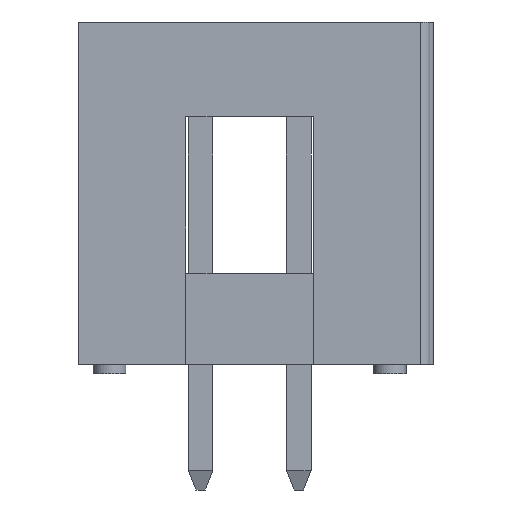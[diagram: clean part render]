
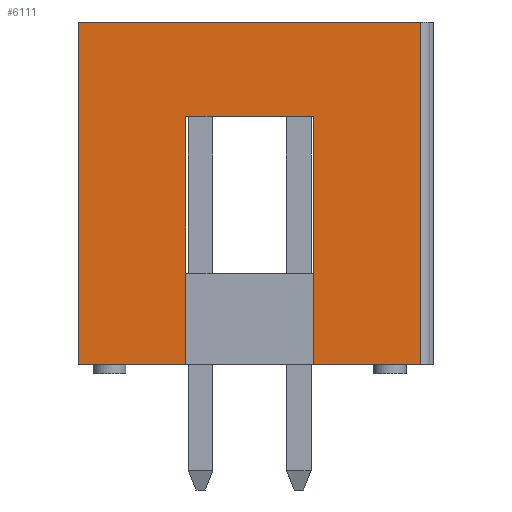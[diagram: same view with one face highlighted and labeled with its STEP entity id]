
A CAD part, front view. The second image highlights one B-rep face of the part: STEP entity #6111.
In plain terms, the highlighted face is planar.
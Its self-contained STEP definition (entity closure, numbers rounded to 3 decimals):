
#411=ORIENTED_EDGE('',*,*,#1429,.T.);
#412=ORIENTED_EDGE('',*,*,#1430,.F.);
#413=ORIENTED_EDGE('',*,*,#1431,.T.);
#414=ORIENTED_EDGE('',*,*,#1432,.T.);
#415=ORIENTED_EDGE('',*,*,#1433,.T.);
#416=ORIENTED_EDGE('',*,*,#1434,.F.);
#417=ORIENTED_EDGE('',*,*,#1435,.F.);
#418=ORIENTED_EDGE('',*,*,#1436,.T.);
#1429=EDGE_CURVE('',#1938,#1939,#2372,.T.);
#1430=EDGE_CURVE('',#1940,#1939,#2373,.T.);
#1431=EDGE_CURVE('',#1940,#1941,#2374,.T.);
#1432=EDGE_CURVE('',#1941,#1942,#2375,.T.);
#1433=EDGE_CURVE('',#1942,#1943,#2376,.T.);
#1434=EDGE_CURVE('',#1944,#1943,#2377,.T.);
#1435=EDGE_CURVE('',#1945,#1944,#2378,.T.);
#1436=EDGE_CURVE('',#1945,#1938,#2379,.T.);
#1938=VERTEX_POINT('',#8131);
#1939=VERTEX_POINT('',#8132);
#1940=VERTEX_POINT('',#8134);
#1941=VERTEX_POINT('',#8136);
#1942=VERTEX_POINT('',#8138);
#1943=VERTEX_POINT('',#8140);
#1944=VERTEX_POINT('',#8142);
#1945=VERTEX_POINT('',#8144);
#2372=LINE('',#8130,#2943);
#2373=LINE('',#8133,#2944);
#2374=LINE('',#8135,#2945);
#2375=LINE('',#8137,#2946);
#2376=LINE('',#8139,#2947);
#2377=LINE('',#8141,#2948);
#2378=LINE('',#8143,#2949);
#2379=LINE('',#8145,#2950);
#2943=VECTOR('',#6961,1000.);
#2944=VECTOR('',#6962,1000.);
#2945=VECTOR('',#6963,1000.);
#2946=VECTOR('',#6964,1000.);
#2947=VECTOR('',#6965,1000.);
#2948=VECTOR('',#6966,1000.);
#2949=VECTOR('',#6967,1000.);
#2950=VECTOR('',#6968,1000.);
#3404=EDGE_LOOP('',(#411,#412,#413,#414,#415,#416,#417,#418));
#3701=FACE_BOUND('',#3404,.T.);
#3998=PLANE('',#6383);
#6111=ADVANCED_FACE('',(#3701),#3998,.T.);
#6383=AXIS2_PLACEMENT_3D('',#8129,#6959,#6960);
#6959=DIRECTION('',(1.,0.,0.));
#6960=DIRECTION('',(0.,0.,-1.));
#6961=DIRECTION('',(0.,1.,0.));
#6962=DIRECTION('',(0.,0.,-1.));
#6963=DIRECTION('',(0.,1.,0.));
#6964=DIRECTION('',(0.,0.,-1.));
#6965=DIRECTION('',(0.,1.,0.));
#6966=DIRECTION('',(0.,0.,-1.));
#6967=DIRECTION('',(0.,1.,0.));
#6968=DIRECTION('',(0.,0.,-1.));
#8129=CARTESIAN_POINT('',(10.18,-4.425,4.425));
#8130=CARTESIAN_POINT('',(10.18,-4.425,-4.425));
#8131=CARTESIAN_POINT('',(10.18,-4.425,-4.425));
#8132=CARTESIAN_POINT('',(10.18,-1.65,-4.425));
#8133=CARTESIAN_POINT('',(10.18,-1.65,1.975));
#8134=CARTESIAN_POINT('',(10.18,-1.65,1.975));
#8135=CARTESIAN_POINT('',(10.18,-1.65,1.975));
#8136=CARTESIAN_POINT('',(10.18,1.65,1.975));
#8137=CARTESIAN_POINT('',(10.18,1.65,1.975));
#8138=CARTESIAN_POINT('',(10.18,1.65,-4.425));
#8139=CARTESIAN_POINT('',(10.18,-4.425,-4.425));
#8140=CARTESIAN_POINT('',(10.18,4.425,-4.425));
#8141=CARTESIAN_POINT('',(10.18,4.425,4.425));
#8142=CARTESIAN_POINT('',(10.18,4.425,4.425));
#8143=CARTESIAN_POINT('',(10.18,-4.425,4.425));
#8144=CARTESIAN_POINT('',(10.18,-4.425,4.425));
#8145=CARTESIAN_POINT('',(10.18,-4.425,4.425));
